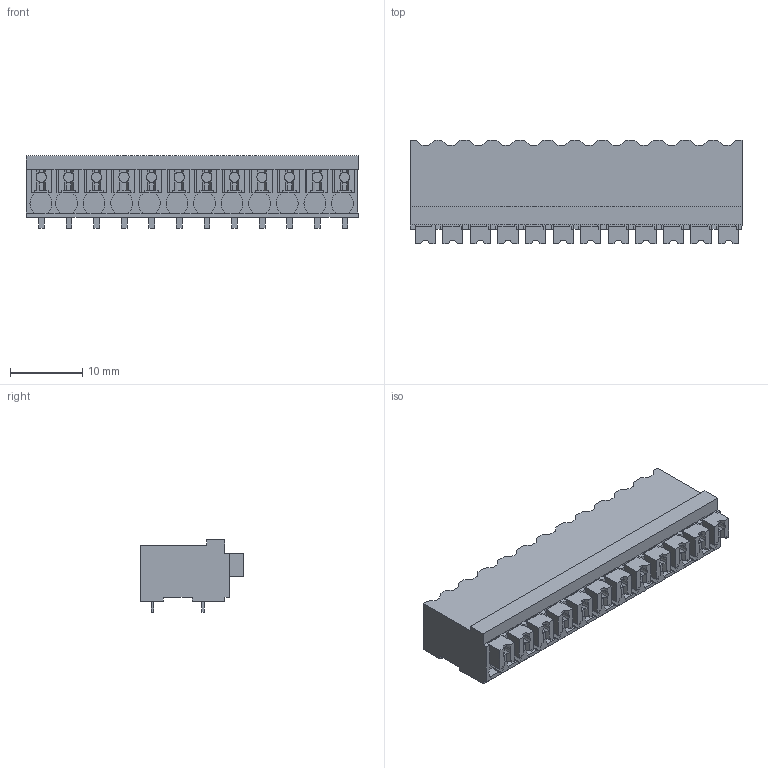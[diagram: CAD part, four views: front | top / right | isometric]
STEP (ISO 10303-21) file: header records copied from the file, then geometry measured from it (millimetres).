
FILE_DESCRIPTION(('CATIA V5 STEP Exchange','CAx-IF Rec.Pracs.--- Model Styling and Organization---1.2---2011-12-15'),'2;1');
FILE_NAME ('D1457804_0', '2018-03-15T05:37:35+00:00', ('none'), ('Weidmueller'), 'CATIA Version 5-6 Release 2014', 'CATIA V5 STEP AP214', 'none');
FILE_SCHEMA(('AUTOMOTIVE_DESIGN { 1 0 10303 214 1 1 1 1 }'));
Length unit declared in the file: millimetre
Products named in the file (1): 1869460000
Bounding box: 45.84 x 14.3 x 10 mm (x, y, z)
Volume: 3918.6 mm3; surface area: 3622.8 mm2
Topology: 37 solids, 37 shells, 928 faces, 2611 edges, 1745 vertices
Faces by surface type: plane 784, cylinder 144
Entity records: 27192 total; most frequent: CARTESIAN_POINT 5234, ORIENTED_EDGE 5222, DIRECTION 3405, EDGE_CURVE 2611, VECTOR 2311, LINE 2311, VERTEX_POINT 1745, EDGE_LOOP 940
